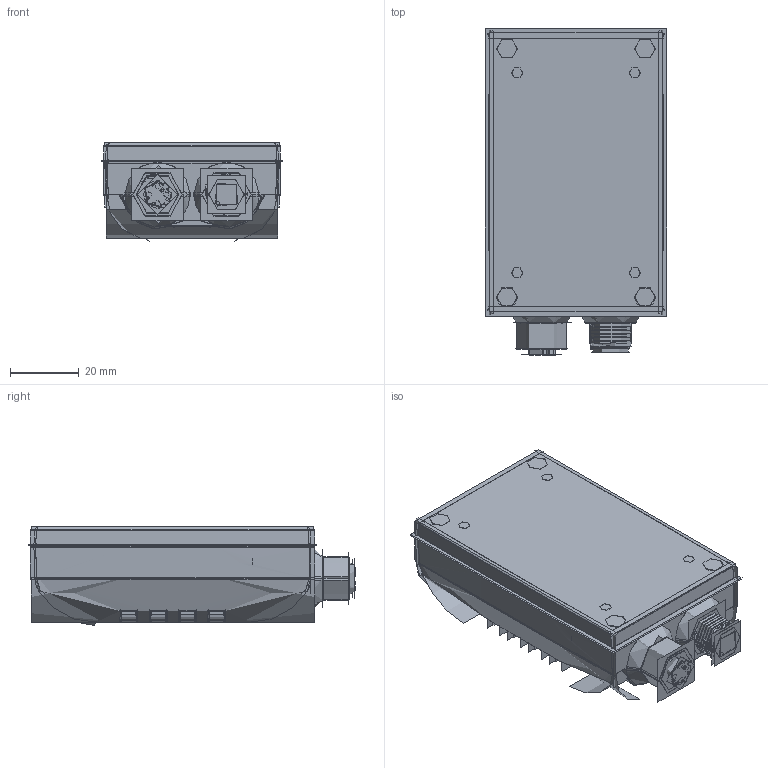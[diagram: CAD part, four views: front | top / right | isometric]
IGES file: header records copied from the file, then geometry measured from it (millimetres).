
Start section:  PTC IGES file: 246384_sm01.igs
Global section: file name: 246384_sm01.igs; native system: Creo Parametric by PTC Inc.; preprocessor: 2022414; author: banengservice; organization: Unknown; date: 20241111.162902; units: millimetre
Bounding box: 52.65 x 94.93 x 28.7 mm (x, y, z)
Volume: 105069.3 mm3; surface area: 90064.3 mm2
Topology: 1 solids, 1 shells, 1222 faces, 5961 edges, 7420 vertices
Faces by surface type: bspline 636, revolution 552, extrusion 34
